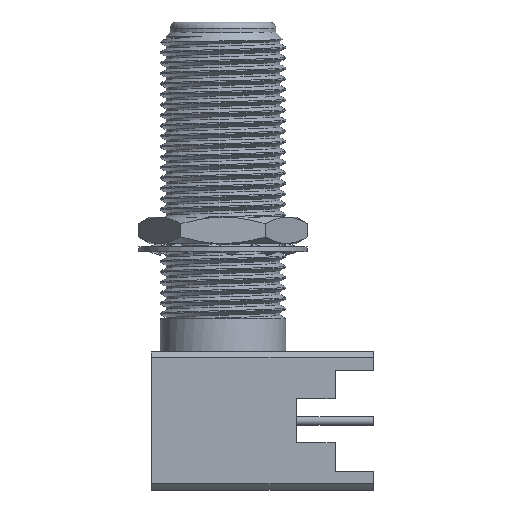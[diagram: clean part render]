
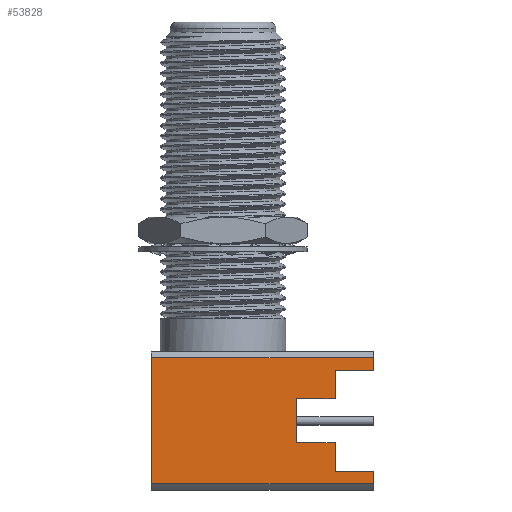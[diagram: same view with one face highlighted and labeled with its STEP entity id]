
A CAD part, front view. The second image highlights one B-rep face of the part: STEP entity #53828.
In plain terms, the highlighted planar face has unit normal (0, -1, 0).
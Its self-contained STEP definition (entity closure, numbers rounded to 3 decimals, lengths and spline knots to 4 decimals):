
#800 = EDGE_CURVE ( 'NONE', #73677, #68531, #77484, .T. ) ;
#1359 = LINE ( 'NONE', #38164, #84601 ) ;
#1375 = DIRECTION ( 'NONE',  ( 0., 0., -1. ) ) ;
#1523 = VECTOR ( 'NONE', #33122, 39.3701 ) ;
#1726 = LINE ( 'NONE', #89774, #91906 ) ;
#2085 = DIRECTION ( 'NONE',  ( -1., 0., 0. ) ) ;
#2262 = CARTESIAN_POINT ( 'NONE',  ( 1.3205, -0.2109, -0.0657 ) ) ;
#3030 = CARTESIAN_POINT ( 'NONE',  ( 0.2149, -0.2109, -0.0657 ) ) ;
#3833 = VECTOR ( 'NONE', #1375, 39.3701 ) ;
#4229 = DIRECTION ( 'NONE',  ( 0., 0., 1. ) ) ;
#4876 = CARTESIAN_POINT ( 'NONE',  ( 1.3205, -0.2109, 0.0657 ) ) ;
#6182 = LINE ( 'NONE', #76431, #1523 ) ;
#7573 = CARTESIAN_POINT ( 'NONE',  ( 0.771, -0.2109, 0.1887 ) ) ;
#8479 = CARTESIAN_POINT ( 'NONE',  ( 0.2149, -0.2109, 0.0657 ) ) ;
#10129 = ORIENTED_EDGE ( 'NONE', *, *, #50244, .T. ) ;
#10737 = ORIENTED_EDGE ( 'NONE', *, *, #71973, .T. ) ;
#11419 = CARTESIAN_POINT ( 'NONE',  ( 0.2149, -0.2109, 0.151 ) ) ;
#11538 = EDGE_CURVE ( 'NONE', #34628, #43444, #6182, .T. ) ;
#12084 = DIRECTION ( 'NONE',  ( 1., 0., 0. ) ) ;
#14601 = ORIENTED_EDGE ( 'NONE', *, *, #27307, .T. ) ;
#15646 = LINE ( 'NONE', #49159, #91912 ) ;
#16628 = FACE_OUTER_BOUND ( 'NONE', #38690, .T. ) ;
#16834 = DIRECTION ( 'NONE',  ( 0., 0., 1. ) ) ;
#17925 = DIRECTION ( 'NONE',  ( 0., 0., -1. ) ) ;
#18593 = ORIENTED_EDGE ( 'NONE', *, *, #89870, .F. ) ;
#18779 = AXIS2_PLACEMENT_3D ( 'NONE', #91606, #47328, #17925 ) ;
#19409 = VERTEX_POINT ( 'NONE', #67634 ) ;
#19504 = CARTESIAN_POINT ( 'NONE',  ( 1.435, -0.2109, -0.151 ) ) ;
#20187 = LINE ( 'NONE', #81896, #50236 ) ;
#20958 = ORIENTED_EDGE ( 'NONE', *, *, #47774, .F. ) ;
#21235 = VERTEX_POINT ( 'NONE', #49439 ) ;
#23248 = VECTOR ( 'NONE', #12084, 39.3701 ) ;
#24572 = DIRECTION ( 'NONE',  ( 1., 0., 0. ) ) ;
#24699 = EDGE_CURVE ( 'NONE', #33551, #19409, #1359, .T. ) ;
#27242 = VECTOR ( 'NONE', #71500, 39.3701 ) ;
#27307 = EDGE_CURVE ( 'NONE', #19409, #42031, #82239, .T. ) ;
#27737 = VERTEX_POINT ( 'NONE', #19504 ) ;
#29297 = LINE ( 'NONE', #80939, #69785 ) ;
#29892 = ORIENTED_EDGE ( 'NONE', *, *, #11538, .T. ) ;
#31243 = EDGE_CURVE ( 'NONE', #68531, #49531, #70552, .T. ) ;
#31355 = VERTEX_POINT ( 'NONE', #45615 ) ;
#33122 = DIRECTION ( 'NONE',  ( -1., 0., 0. ) ) ;
#33551 = VERTEX_POINT ( 'NONE', #4876 ) ;
#34628 = VERTEX_POINT ( 'NONE', #40965 ) ;
#35149 = LINE ( 'NONE', #90554, #3833 ) ;
#38164 = CARTESIAN_POINT ( 'NONE',  ( 1.3205, -0.2109, 0.2067 ) ) ;
#38690 = EDGE_LOOP ( 'NONE', ( #20958, #95378, #10737, #76039, #93214, #87755, #89148, #14601, #18593, #29892, #39405, #10129 ) ) ;
#39405 = ORIENTED_EDGE ( 'NONE', *, *, #72265, .F. ) ;
#39910 = PLANE ( 'NONE',  #18779 ) ;
#40448 = LINE ( 'NONE', #8479, #63673 ) ;
#40965 = CARTESIAN_POINT ( 'NONE',  ( 1.435, -0.2109, 0.1887 ) ) ;
#41261 = CARTESIAN_POINT ( 'NONE',  ( 1.435, -0.2109, -0.1887 ) ) ;
#42031 = VERTEX_POINT ( 'NONE', #43864 ) ;
#43444 = VERTEX_POINT ( 'NONE', #7573 ) ;
#43864 = CARTESIAN_POINT ( 'NONE',  ( 1.435, -0.2109, 0.151 ) ) ;
#45172 = DIRECTION ( 'NONE',  ( 0., 0., -1. ) ) ;
#45615 = CARTESIAN_POINT ( 'NONE',  ( 1.3205, -0.2109, -0.151 ) ) ;
#47328 = DIRECTION ( 'NONE',  ( 0., -1., 0. ) ) ;
#47774 = EDGE_CURVE ( 'NONE', #27737, #71634, #1726, .T. ) ;
#49159 = CARTESIAN_POINT ( 'NONE',  ( 0.771, -0.2109, -0.1887 ) ) ;
#49439 = CARTESIAN_POINT ( 'NONE',  ( 0.771, -0.2109, -0.1887 ) ) ;
#49531 = VERTEX_POINT ( 'NONE', #73368 ) ;
#50236 = VECTOR ( 'NONE', #73845, 39.3701 ) ;
#50244 = EDGE_CURVE ( 'NONE', #21235, #71634, #20187, .T. ) ;
#53628 = DIRECTION ( 'NONE',  ( 0., 0., 1. ) ) ;
#53828 = ADVANCED_FACE ( 'NONE', ( #16628 ), #39910, .T. ) ;
#56282 = CARTESIAN_POINT ( 'NONE',  ( 1.3205, -0.2109, 0.2067 ) ) ;
#57319 = LINE ( 'NONE', #56282, #27242 ) ;
#58371 = CARTESIAN_POINT ( 'NONE',  ( 1.2047, -0.2109, -0.0657 ) ) ;
#63394 = EDGE_CURVE ( 'NONE', #49531, #33551, #40448, .T. ) ;
#63673 = VECTOR ( 'NONE', #24572, 39.3701 ) ;
#67634 = CARTESIAN_POINT ( 'NONE',  ( 1.3205, -0.2109, 0.151 ) ) ;
#68250 = VECTOR ( 'NONE', #16834, 39.3701 ) ;
#68531 = VERTEX_POINT ( 'NONE', #58371 ) ;
#69785 = VECTOR ( 'NONE', #89628, 39.3701 ) ;
#70552 = LINE ( 'NONE', #90520, #68250 ) ;
#71500 = DIRECTION ( 'NONE',  ( 0., 0., 1. ) ) ;
#71634 = VERTEX_POINT ( 'NONE', #41261 ) ;
#71973 = EDGE_CURVE ( 'NONE', #31355, #73677, #57319, .T. ) ;
#72265 = EDGE_CURVE ( 'NONE', #21235, #43444, #15646, .T. ) ;
#73368 = CARTESIAN_POINT ( 'NONE',  ( 1.2047, -0.2109, 0.0657 ) ) ;
#73677 = VERTEX_POINT ( 'NONE', #2262 ) ;
#73845 = DIRECTION ( 'NONE',  ( 1., 0., 0. ) ) ;
#75192 = VECTOR ( 'NONE', #2085, 39.3701 ) ;
#76039 = ORIENTED_EDGE ( 'NONE', *, *, #800, .T. ) ;
#76431 = CARTESIAN_POINT ( 'NONE',  ( -0.038, -0.2109, 0.1887 ) ) ;
#77484 = LINE ( 'NONE', #3030, #75192 ) ;
#80939 = CARTESIAN_POINT ( 'NONE',  ( 0.2149, -0.2109, -0.151 ) ) ;
#81896 = CARTESIAN_POINT ( 'NONE',  ( -0.038, -0.2109, -0.1887 ) ) ;
#82239 = LINE ( 'NONE', #11419, #23248 ) ;
#84601 = VECTOR ( 'NONE', #53628, 39.3701 ) ;
#87755 = ORIENTED_EDGE ( 'NONE', *, *, #63394, .T. ) ;
#89148 = ORIENTED_EDGE ( 'NONE', *, *, #24699, .T. ) ;
#89173 = EDGE_CURVE ( 'NONE', #27737, #31355, #29297, .T. ) ;
#89628 = DIRECTION ( 'NONE',  ( -1., 0., 0. ) ) ;
#89774 = CARTESIAN_POINT ( 'NONE',  ( 1.435, -0.2109, 0.2067 ) ) ;
#89870 = EDGE_CURVE ( 'NONE', #34628, #42031, #35149, .T. ) ;
#90520 = CARTESIAN_POINT ( 'NONE',  ( 1.2047, -0.2109, 0.2067 ) ) ;
#90554 = CARTESIAN_POINT ( 'NONE',  ( 1.435, -0.2109, 0.2067 ) ) ;
#91606 = CARTESIAN_POINT ( 'NONE',  ( 0.2149, -0.2109, 0.2067 ) ) ;
#91906 = VECTOR ( 'NONE', #45172, 39.3701 ) ;
#91912 = VECTOR ( 'NONE', #4229, 39.3701 ) ;
#93214 = ORIENTED_EDGE ( 'NONE', *, *, #31243, .T. ) ;
#95378 = ORIENTED_EDGE ( 'NONE', *, *, #89173, .T. ) ;
